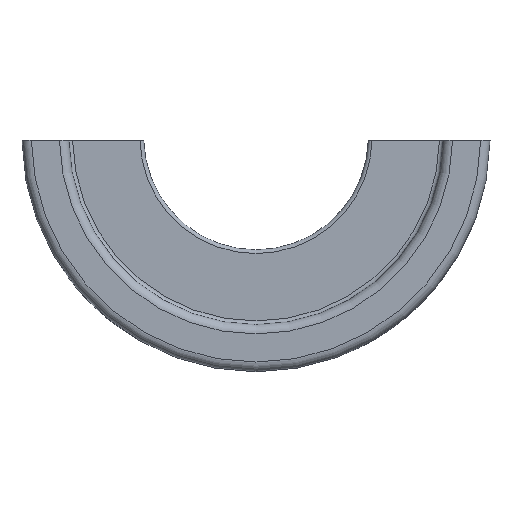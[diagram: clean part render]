
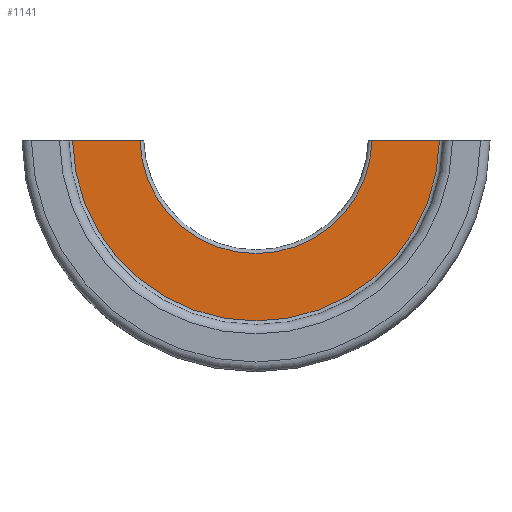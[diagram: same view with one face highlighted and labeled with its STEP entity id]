
A CAD part, top view. The second image highlights one B-rep face of the part: STEP entity #1141.
In plain terms, the highlighted planar face has unit normal (0, 0, 1).
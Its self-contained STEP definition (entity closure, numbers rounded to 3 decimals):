
#31 = LINE ( 'NONE', #55, #1081 ) ;
#52 = CARTESIAN_POINT ( 'NONE',  ( 0., 0., 9.4 ) ) ;
#55 = CARTESIAN_POINT ( 'NONE',  ( 0., -0.15, 9.4 ) ) ;
#57 = ORIENTED_EDGE ( 'NONE', *, *, #720, .F. ) ;
#127 = CARTESIAN_POINT ( 'NONE',  ( -6.198, -0.15, 9.4 ) ) ;
#128 = CIRCLE ( 'NONE', #683, 6.2 ) ;
#146 = FACE_OUTER_BOUND ( 'NONE', #799, .T. ) ;
#155 = DIRECTION ( 'NONE',  ( 1., 0., 0. ) ) ;
#208 = AXIS2_PLACEMENT_3D ( 'NONE', #650, #1048, #1232 ) ;
#251 = VERTEX_POINT ( 'NONE', #480 ) ;
#252 = DIRECTION ( 'NONE',  ( 0., 0., 1. ) ) ;
#255 = CARTESIAN_POINT ( 'NONE',  ( 0., -0.15, 9.4 ) ) ;
#279 = VERTEX_POINT ( 'NONE', #430 ) ;
#301 = ORIENTED_EDGE ( 'NONE', *, *, #729, .F. ) ;
#315 = DIRECTION ( 'NONE',  ( 1., 0., 0. ) ) ;
#382 = VERTEX_POINT ( 'NONE', #127 ) ;
#388 = ORIENTED_EDGE ( 'NONE', *, *, #1144, .T. ) ;
#399 = EDGE_CURVE ( 'NONE', #251, #382, #128, .T. ) ;
#430 = CARTESIAN_POINT ( 'NONE',  ( -9.799, -0.15, 9.4 ) ) ;
#451 = PLANE ( 'NONE',  #1228 ) ;
#480 = CARTESIAN_POINT ( 'NONE',  ( 6.198, -0.15, 9.4 ) ) ;
#650 = CARTESIAN_POINT ( 'NONE',  ( 0., 0., 9.4 ) ) ;
#664 = LINE ( 'NONE', #255, #938 ) ;
#683 = AXIS2_PLACEMENT_3D ( 'NONE', #52, #846, #155 ) ;
#720 = EDGE_CURVE ( 'NONE', #251, #906, #664, .T. ) ;
#729 = EDGE_CURVE ( 'NONE', #279, #382, #31, .T. ) ;
#799 = EDGE_LOOP ( 'NONE', ( #301, #388, #57, #1188 ) ) ;
#840 = DIRECTION ( 'NONE',  ( 1., 0., 0. ) ) ;
#845 = CARTESIAN_POINT ( 'NONE',  ( 0., 0., 9.4 ) ) ;
#846 = DIRECTION ( 'NONE',  ( 0., 0., -1. ) ) ;
#906 = VERTEX_POINT ( 'NONE', #1055 ) ;
#938 = VECTOR ( 'NONE', #1067, 1000. ) ;
#1048 = DIRECTION ( 'NONE',  ( 0., 0., 1. ) ) ;
#1055 = CARTESIAN_POINT ( 'NONE',  ( 9.799, -0.15, 9.4 ) ) ;
#1067 = DIRECTION ( 'NONE',  ( 1., 0., 0. ) ) ;
#1081 = VECTOR ( 'NONE', #315, 1000. ) ;
#1141 = ADVANCED_FACE ( 'NONE', ( #146 ), #451, .T. ) ;
#1144 = EDGE_CURVE ( 'NONE', #279, #906, #1206, .T. ) ;
#1188 = ORIENTED_EDGE ( 'NONE', *, *, #399, .T. ) ;
#1206 = CIRCLE ( 'NONE', #208, 9.8 ) ;
#1228 = AXIS2_PLACEMENT_3D ( 'NONE', #845, #252, #840 ) ;
#1232 = DIRECTION ( 'NONE',  ( 1., 0., 0. ) ) ;
